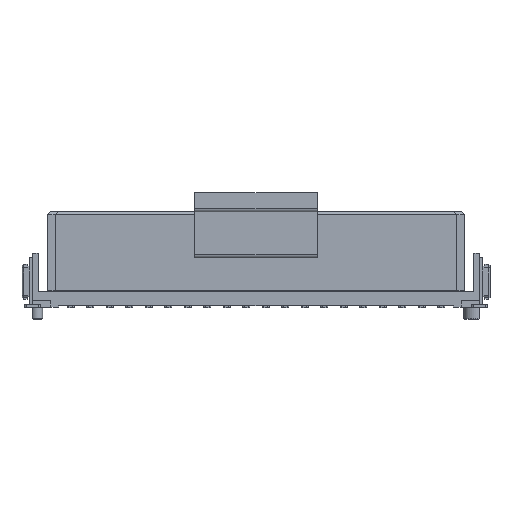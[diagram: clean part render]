
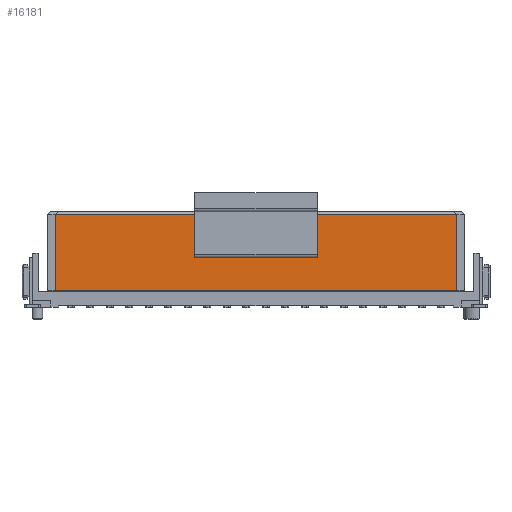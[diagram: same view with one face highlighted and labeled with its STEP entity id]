
A CAD part, front view. The second image highlights one B-rep face of the part: STEP entity #16181.
In plain terms, the highlighted planar face has unit normal (0, -1, 0).
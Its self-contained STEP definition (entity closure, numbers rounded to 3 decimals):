
#1152=DIRECTION('',(1.,0.,0.));
#1153=VECTOR('',#1152,26.15);
#1154=CARTESIAN_POINT('',(-13.075,-1.525,1.05));
#1155=LINE('',#1154,#1153);
#1159=DIRECTION('',(1.,0.,0.));
#1160=VECTOR('',#1159,26.15);
#1161=CARTESIAN_POINT('',(-13.075,-1.525,6.));
#1162=LINE('',#1161,#1160);
#1166=DIRECTION('',(0.,0.,-1.));
#1167=VECTOR('',#1166,4.95);
#1168=CARTESIAN_POINT('',(13.075,-1.525,6.));
#1169=LINE('',#1168,#1167);
#1209=DIRECTION('',(0.,0.,-1.));
#1210=VECTOR('',#1209,4.95);
#1211=CARTESIAN_POINT('',(-13.075,-1.525,6.));
#1212=LINE('',#1211,#1210);
#13402=CARTESIAN_POINT('',(13.075,-1.525,6.));
#13403=VERTEX_POINT('',#13402);
#13406=CARTESIAN_POINT('',(-13.075,-1.525,6.));
#13407=VERTEX_POINT('',#13406);
#13448=CARTESIAN_POINT('',(13.075,-1.525,1.05));
#13449=VERTEX_POINT('',#13448);
#13452=CARTESIAN_POINT('',(-13.075,-1.525,1.05));
#13453=VERTEX_POINT('',#13452);
#16167=CARTESIAN_POINT('',(13.075,-1.525,6.2));
#16168=DIRECTION('',(0.,1.,0.));
#16169=DIRECTION('',(-1.,0.,0.));
#16170=AXIS2_PLACEMENT_3D('',#16167,#16168,#16169);
#16171=PLANE('',#16170);
#16173=ORIENTED_EDGE('',*,*,#16172,.F.);
#16175=ORIENTED_EDGE('',*,*,#16174,.F.);
#16177=ORIENTED_EDGE('',*,*,#16176,.T.);
#16178=ORIENTED_EDGE('',*,*,#16159,.T.);
#16179=EDGE_LOOP('',(#16173,#16175,#16177,#16178));
#16180=FACE_OUTER_BOUND('',#16179,.F.);
#16181=ADVANCED_FACE('',(#16180),#16171,.F.);
#16159=EDGE_CURVE('',#13403,#13449,#1169,.T.);
#16172=EDGE_CURVE('',#13453,#13449,#1155,.T.);
#16174=EDGE_CURVE('',#13407,#13453,#1212,.T.);
#16176=EDGE_CURVE('',#13407,#13403,#1162,.T.);
